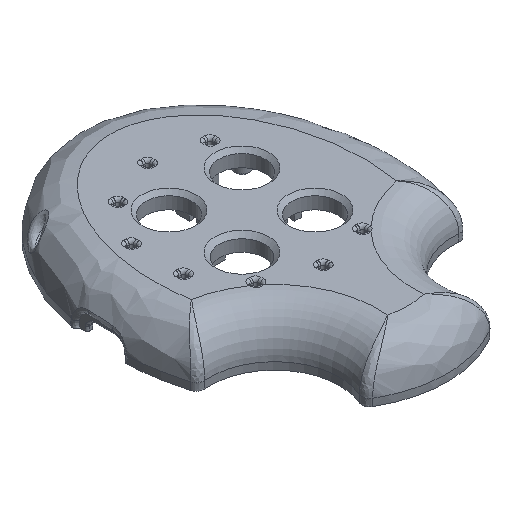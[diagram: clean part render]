
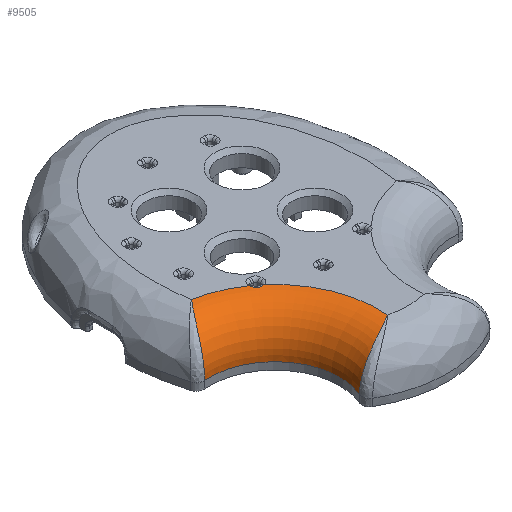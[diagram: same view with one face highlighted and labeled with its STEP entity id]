
A CAD part, isometric view. The second image highlights one B-rep face of the part: STEP entity #9505.
In plain terms, the highlighted toroidal (fillet/blend) face has major radius 24.115 mm and minor radius 9.1 mm.
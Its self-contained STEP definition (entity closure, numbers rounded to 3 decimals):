
#1526=TOROIDAL_SURFACE('',#10142,24.115,9.1);
#1644=FACE_OUTER_BOUND('',#2233,.T.);
#2233=EDGE_LOOP('',(#6478,#6479,#6480,#6481,#6482,#6483,#6484,#6485,#6486));
#2859=B_SPLINE_CURVE_WITH_KNOTS('',3,(#14522,#14523,#14524,#14525,#14526,
#14527,#14528,#14529,#14530,#14531),.UNSPECIFIED.,.F.,.F.,(4,1,1,1,1,2,
4),(0.,0.29,0.581,0.871,1.162,
1.452,1.453),.UNSPECIFIED.);
#2860=B_SPLINE_CURVE_WITH_KNOTS('',3,(#14535,#14536,#14537,#14538),
 .UNSPECIFIED.,.F.,.F.,(4,4),(0.,0.006),
 .UNSPECIFIED.);
#2861=B_SPLINE_CURVE_WITH_KNOTS('',3,(#14540,#14541,#14542,#14543),
 .UNSPECIFIED.,.F.,.F.,(4,4),(-0.05,0.),
 .UNSPECIFIED.);
#2862=B_SPLINE_CURVE_WITH_KNOTS('',3,(#14545,#14546,#14547,#14548,#14549,
#14550),.UNSPECIFIED.,.F.,.F.,(4,1,1,4),(-0.196,-0.14,
-0.084,0.),.UNSPECIFIED.);
#2863=B_SPLINE_CURVE_WITH_KNOTS('',3,(#14552,#14553,#14554,#14555),
 .UNSPECIFIED.,.F.,.F.,(4,4),(-0.016,0.),
 .UNSPECIFIED.);
#2864=B_SPLINE_CURVE_WITH_KNOTS('',3,(#14559,#14560,#14561,#14562,#14563,
#14564,#14565,#14566,#14567,#14568),.UNSPECIFIED.,.F.,.F.,(4,2,1,1,1,1,
4),(-0.002,0.,0.281,0.563,0.844,
1.125,1.407),.UNSPECIFIED.);
#3373=CIRCLE('',#10143,24.115);
#3374=CIRCLE('',#10144,24.115);
#3375=CIRCLE('',#10145,15.015);
#3862=VERTEX_POINT('',#14520);
#3863=VERTEX_POINT('',#14521);
#3864=VERTEX_POINT('',#14532);
#3865=VERTEX_POINT('',#14534);
#3866=VERTEX_POINT('',#14539);
#3867=VERTEX_POINT('',#14544);
#3868=VERTEX_POINT('',#14551);
#3869=VERTEX_POINT('',#14556);
#3870=VERTEX_POINT('',#14558);
#4856=EDGE_CURVE('',#3862,#3863,#2859,.T.);
#4857=EDGE_CURVE('',#3864,#3863,#3373,.T.);
#4858=EDGE_CURVE('',#3864,#3865,#2860,.T.);
#4859=EDGE_CURVE('',#3865,#3866,#2861,.T.);
#4860=EDGE_CURVE('',#3866,#3867,#2862,.T.);
#4861=EDGE_CURVE('',#3867,#3868,#2863,.T.);
#4862=EDGE_CURVE('',#3869,#3868,#3374,.T.);
#4863=EDGE_CURVE('',#3869,#3870,#2864,.T.);
#4864=EDGE_CURVE('',#3862,#3870,#3375,.T.);
#6478=ORIENTED_EDGE('',*,*,#4856,.T.);
#6479=ORIENTED_EDGE('',*,*,#4857,.F.);
#6480=ORIENTED_EDGE('',*,*,#4858,.T.);
#6481=ORIENTED_EDGE('',*,*,#4859,.T.);
#6482=ORIENTED_EDGE('',*,*,#4860,.T.);
#6483=ORIENTED_EDGE('',*,*,#4861,.T.);
#6484=ORIENTED_EDGE('',*,*,#4862,.F.);
#6485=ORIENTED_EDGE('',*,*,#4863,.T.);
#6486=ORIENTED_EDGE('',*,*,#4864,.F.);
#9505=ADVANCED_FACE('',(#1644),#1526,.T.);
#10142=AXIS2_PLACEMENT_3D('',#14519,#11157,#11158);
#10143=AXIS2_PLACEMENT_3D('',#14533,#11159,#11160);
#10144=AXIS2_PLACEMENT_3D('',#14557,#11161,#11162);
#10145=AXIS2_PLACEMENT_3D('',#14569,#11163,#11164);
#11157=DIRECTION('center_axis',(0.,0.,
-1.));
#11158=DIRECTION('ref_axis',(0.808,-0.59,0.));
#11159=DIRECTION('center_axis',(0.,0.,
-1.));
#11160=DIRECTION('ref_axis',(0.81,0.587,0.));
#11161=DIRECTION('center_axis',(0.,0.,
-1.));
#11162=DIRECTION('ref_axis',(0.81,0.587,0.));
#11163=DIRECTION('center_axis',(0.,0.,
1.));
#11164=DIRECTION('ref_axis',(0.81,0.587,0.));
#14519=CARTESIAN_POINT('Origin',(-28.21,-39.85,20.02));
#14520=CARTESIAN_POINT('',(-14.371,-45.674,20.02));
#14521=CARTESIAN_POINT('',(-4.196,-42.055,29.12));
#14522=CARTESIAN_POINT('Ctrl Pts',(-14.371,-45.674,20.02));
#14523=CARTESIAN_POINT('Ctrl Pts',(-14.371,-45.674,21.121));
#14524=CARTESIAN_POINT('Ctrl Pts',(-13.876,-45.598,23.334));
#14525=CARTESIAN_POINT('Ctrl Pts',(-12.035,-45.214,25.967));
#14526=CARTESIAN_POINT('Ctrl Pts',(-9.603,-44.504,
27.812));
#14527=CARTESIAN_POINT('Ctrl Pts',(-6.917,-43.461,
28.884));
#14528=CARTESIAN_POINT('Ctrl Pts',(-5.096,-42.556,29.119));
#14529=CARTESIAN_POINT('Ctrl Pts',(-4.205,-42.06,
29.12));
#14530=CARTESIAN_POINT('Ctrl Pts',(-4.201,-42.057,
29.12));
#14531=CARTESIAN_POINT('Ctrl Pts',(-4.196,-42.055,
29.12));
#14532=CARTESIAN_POINT('',(-12.492,-21.561,29.12));
#14533=CARTESIAN_POINT('Origin',(-28.21,-39.85,29.12));
#14534=CARTESIAN_POINT('',(-12.553,-21.565,29.12));
#14535=CARTESIAN_POINT('Ctrl Pts',(-12.492,-21.561,29.12));
#14536=CARTESIAN_POINT('Ctrl Pts',(-12.513,-21.563,29.12));
#14537=CARTESIAN_POINT('Ctrl Pts',(-12.533,-21.564,
29.12));
#14538=CARTESIAN_POINT('Ctrl Pts',(-12.553,-21.565,
29.12));
#14539=CARTESIAN_POINT('',(-13.071,-21.587,29.111));
#14540=CARTESIAN_POINT('Ctrl Pts',(-12.553,-21.565,
29.12));
#14541=CARTESIAN_POINT('Ctrl Pts',(-12.726,-21.572,
29.119));
#14542=CARTESIAN_POINT('Ctrl Pts',(-12.899,-21.58,
29.117));
#14543=CARTESIAN_POINT('Ctrl Pts',(-13.071,-21.587,29.111));
#14544=CARTESIAN_POINT('',(-14.308,-20.322,29.119));
#14545=CARTESIAN_POINT('Ctrl Pts',(-13.071,-21.587,
29.111));
#14546=CARTESIAN_POINT('Ctrl Pts',(-13.265,-21.596,
29.106));
#14547=CARTESIAN_POINT('Ctrl Pts',(-13.647,-21.522,29.092));
#14548=CARTESIAN_POINT('Ctrl Pts',(-14.171,-21.105,
29.093));
#14549=CARTESIAN_POINT('Ctrl Pts',(-14.32,-20.619,
29.115));
#14550=CARTESIAN_POINT('Ctrl Pts',(-14.308,-20.322,
29.119));
#14551=CARTESIAN_POINT('',(-14.301,-20.151,29.12));
#14552=CARTESIAN_POINT('Ctrl Pts',(-14.308,-20.322,
29.119));
#14553=CARTESIAN_POINT('Ctrl Pts',(-14.305,-20.265,
29.12));
#14554=CARTESIAN_POINT('Ctrl Pts',(-14.303,-20.208,
29.12));
#14555=CARTESIAN_POINT('Ctrl Pts',(-14.301,-20.151,29.12));
#14556=CARTESIAN_POINT('',(-23.866,-16.13,29.12));
#14557=CARTESIAN_POINT('Origin',(-28.21,-39.85,29.12));
#14558=CARTESIAN_POINT('',(-29.543,-24.894,20.02));
#14559=CARTESIAN_POINT('Ctrl Pts',(-23.866,-16.13,
29.12));
#14560=CARTESIAN_POINT('Ctrl Pts',(-23.869,-16.134,
29.12));
#14561=CARTESIAN_POINT('Ctrl Pts',(-23.873,-16.138,
29.12));
#14562=CARTESIAN_POINT('Ctrl Pts',(-24.513,-16.916,
29.119));
#14563=CARTESIAN_POINT('Ctrl Pts',(-25.741,-18.499,
28.861));
#14564=CARTESIAN_POINT('Ctrl Pts',(-27.317,-20.817,
27.735));
#14565=CARTESIAN_POINT('Ctrl Pts',(-28.552,-22.91,
25.851));
#14566=CARTESIAN_POINT('Ctrl Pts',(-29.352,-24.478,
23.234));
#14567=CARTESIAN_POINT('Ctrl Pts',(-29.543,-24.894,21.087));
#14568=CARTESIAN_POINT('Ctrl Pts',(-29.543,-24.894,20.02));
#14569=CARTESIAN_POINT('Origin',(-28.21,-39.85,20.02));
